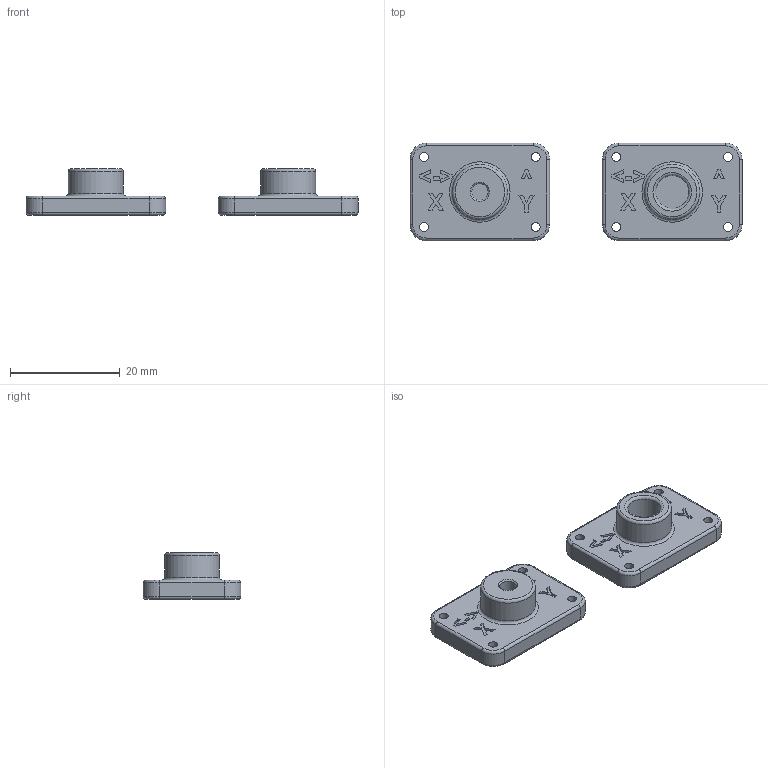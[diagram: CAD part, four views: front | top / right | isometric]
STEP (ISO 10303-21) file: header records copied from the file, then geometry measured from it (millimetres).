
FILE_DESCRIPTION(/* description */ (''),/* implementation_level */ '2;1');
FILE_NAME(/* name */ 'ADXL345 Mount.step',/* time_stamp */ '2026-02-26T19:15:21-08:00',/* author */ (''),/* organization */ (''),/* preprocessor_version */ 'ST-DEVELOPER v20.1',/* originating_system */ 'Autodesk Translation Framework v14.24.0.0',/* authorisation */ '');
FILE_SCHEMA (('AUTOMOTIVE_DESIGN { 1 0 10303 214 3 1 1 }'));
Length unit declared in the file: millimetre
Products named in the file (1): ADXL345 Mount
Bounding box: 60.4 x 17.78 x 8.5 mm (x, y, z)
Volume: 3521.5 mm3; surface area: 2930.7 mm2
Topology: 2 solids, 2 shells, 186 faces, 463 edges, 297 vertices
Faces by surface type: plane 120, cylinder 36, torus 21, cone 9
Full cylindrical faces by diameter (mm): 1.623 x8, 3 x1, 6 x1, 10 x2
Entity records: 5549 total; most frequent: DIRECTION 955, CARTESIAN_POINT 947, ORIENTED_EDGE 926, EDGE_CURVE 463, LINE 345, VECTOR 345, AXIS2_PLACEMENT_3D 305, VERTEX_POINT 297
